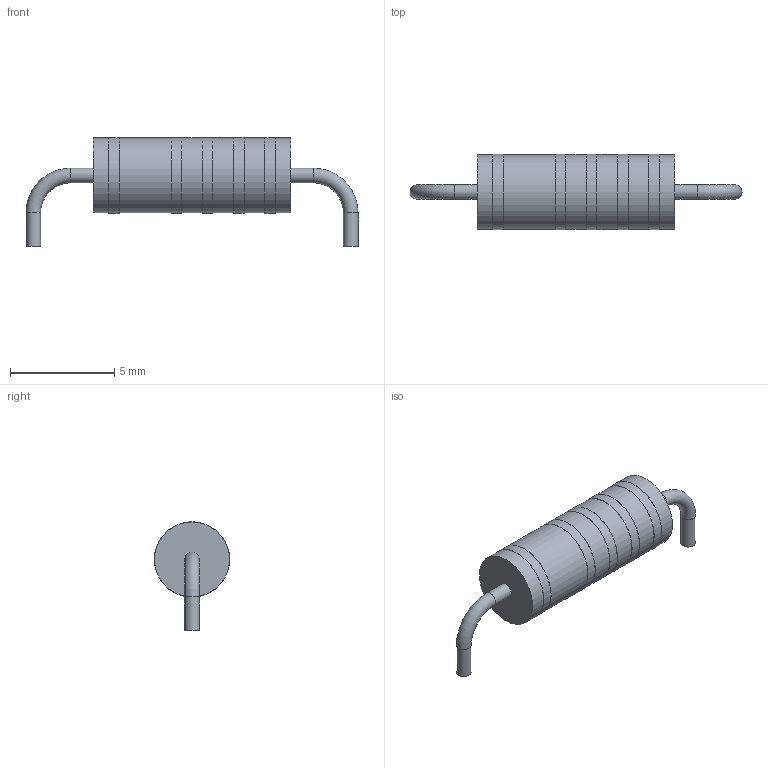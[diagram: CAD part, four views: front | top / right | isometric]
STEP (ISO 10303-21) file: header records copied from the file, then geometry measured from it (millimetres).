
FILE_DESCRIPTION(('FreeCAD Model'),'2;1');
FILE_NAME('band-1-sweep_sp.step','2019-04-22T15:28:08',('kicad StepUp'),('ksu MCAD' ),'Open CASCADE STEP processor 7.2','FreeCAD','Unknown');
FILE_SCHEMA(('AUTOMOTIVE_DESIGN { 1 0 10303 214 1 1 1 1 }'));
Length unit declared in the file: millimetre
Products named in the file (1): band-1-sweep_sp
Bounding box: 15.94 x 3.62 x 5.21 mm (x, y, z)
Volume: 101.2 mm3; surface area: 153.3 mm2
Topology: 1 solids, 1 shells, 31 faces, 47 edges, 30 vertices
Faces by surface type: cylinder 15, plane 14, torus 2
Full cylindrical faces by diameter (mm): 0.7 x4, 3.6 x6, 3.62 x5
Entity records: 934 total; most frequent: DIRECTION 143, CARTESIAN_POINT 109, ORIENTED_EDGE 94, AXIS2_PLACEMENT_3D 64, EDGE_CURVE 47, FACE_BOUND 43, EDGE_LOOP 43, CIRCLE 32
